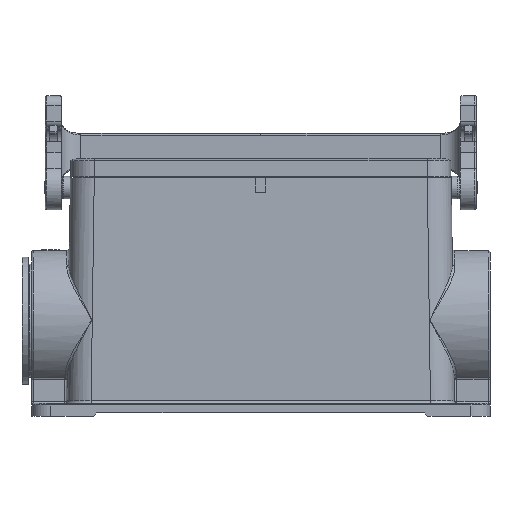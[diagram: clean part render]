
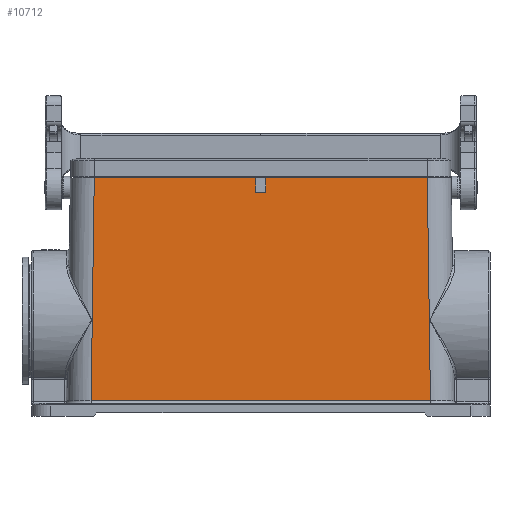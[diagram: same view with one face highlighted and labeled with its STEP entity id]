
A CAD part, front view. The second image highlights one B-rep face of the part: STEP entity #10712.
In plain terms, the highlighted planar face has unit normal (0, -1, 0.011).
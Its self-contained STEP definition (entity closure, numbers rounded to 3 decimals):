
#9898=CARTESIAN_POINT('',(-52.3,-21.5,5.7));
#9899=VERTEX_POINT('',#9898);
#9900=CARTESIAN_POINT('',(-1.6,-21.5,5.7));
#9901=VERTEX_POINT('',#9900);
#9902=CARTESIAN_POINT('',(-52.3,-21.5,5.7));
#9903=DIRECTION('',(1.0,0.0,0.0));
#9904=VECTOR('',#9903,50.7);
#9905=LINE('',#9902,#9904);
#9906=EDGE_CURVE('',#9899,#9901,#9905,.T.);
#9924=CARTESIAN_POINT('',(1.6,-21.5,5.7));
#9925=VERTEX_POINT('',#9924);
#9932=CARTESIAN_POINT('',(52.3,-21.5,5.7));
#9933=VERTEX_POINT('',#9932);
#9934=CARTESIAN_POINT('',(1.6,-21.5,5.7));
#9935=DIRECTION('',(1.0,0.0,0.0));
#9936=VECTOR('',#9935,50.7);
#9937=LINE('',#9934,#9936);
#9938=EDGE_CURVE('',#9925,#9933,#9937,.T.);
#10659=CARTESIAN_POINT('',(0.,-22.3,-65.25));
#10660=DIRECTION('',(0.,-1.,0.011));
#10661=DIRECTION('',(0.0,-0.011,-1.));
#10662=AXIS2_PLACEMENT_3D('',#10659,#10660,#10661);
#10663=PLANE('',#10662);
#10664=CARTESIAN_POINT('',(-1.6,-21.553,1.015));
#10665=VERTEX_POINT('',#10664);
#10666=CARTESIAN_POINT('',(-1.6,-21.5,5.7));
#10667=DIRECTION('',(0.0,-0.011,-1.));
#10668=VECTOR('',#10667,4.686);
#10669=LINE('',#10666,#10668);
#10670=EDGE_CURVE('',#9901,#10665,#10669,.T.);
#10671=ORIENTED_EDGE('',*,*,#10670,.F.);
#10672=ORIENTED_EDGE('',*,*,#9906,.F.);
#10673=CARTESIAN_POINT('',(-53.289,-22.291,-64.459));
#10674=VERTEX_POINT('',#10673);
#10675=CARTESIAN_POINT('',(-52.3,-21.5,5.7));
#10676=DIRECTION('',(-0.014,-0.011,-1.));
#10677=VECTOR('',#10676,70.17);
#10678=LINE('',#10675,#10677);
#10679=EDGE_CURVE('',#9899,#10674,#10678,.T.);
#10680=ORIENTED_EDGE('',*,*,#10679,.T.);
#10681=CARTESIAN_POINT('',(53.289,-22.291,-64.459));
#10682=VERTEX_POINT('',#10681);
#10683=CARTESIAN_POINT('',(-53.289,-22.291,-64.459));
#10684=DIRECTION('',(1.0,0.0,0.0));
#10685=VECTOR('',#10684,106.579);
#10686=LINE('',#10683,#10685);
#10687=EDGE_CURVE('',#10674,#10682,#10686,.T.);
#10688=ORIENTED_EDGE('',*,*,#10687,.T.);
#10689=CARTESIAN_POINT('',(53.289,-22.291,-64.459));
#10690=DIRECTION('',(-0.014,0.011,1.));
#10691=VECTOR('',#10690,70.17);
#10692=LINE('',#10689,#10691);
#10693=EDGE_CURVE('',#10682,#9933,#10692,.T.);
#10694=ORIENTED_EDGE('',*,*,#10693,.T.);
#10695=ORIENTED_EDGE('',*,*,#9938,.F.);
#10696=CARTESIAN_POINT('',(1.6,-21.553,1.015));
#10697=VERTEX_POINT('',#10696);
#10698=CARTESIAN_POINT('',(1.6,-21.553,1.015));
#10699=DIRECTION('',(0.,0.011,1.));
#10700=VECTOR('',#10699,4.686);
#10701=LINE('',#10698,#10700);
#10702=EDGE_CURVE('',#10697,#9925,#10701,.T.);
#10703=ORIENTED_EDGE('',*,*,#10702,.F.);
#10704=CARTESIAN_POINT('',(-1.6,-21.553,1.015));
#10705=DIRECTION('',(1.0,0.0,0.0));
#10706=VECTOR('',#10705,3.2);
#10707=LINE('',#10704,#10706);
#10708=EDGE_CURVE('',#10665,#10697,#10707,.T.);
#10709=ORIENTED_EDGE('',*,*,#10708,.F.);
#10710=EDGE_LOOP('',(#10671,#10672,#10680,#10688,#10694,#10695,#10703,#10709));
#10711=FACE_OUTER_BOUND('',#10710,.T.);
#10712=ADVANCED_FACE('',(#10711),#10663,.T.);
